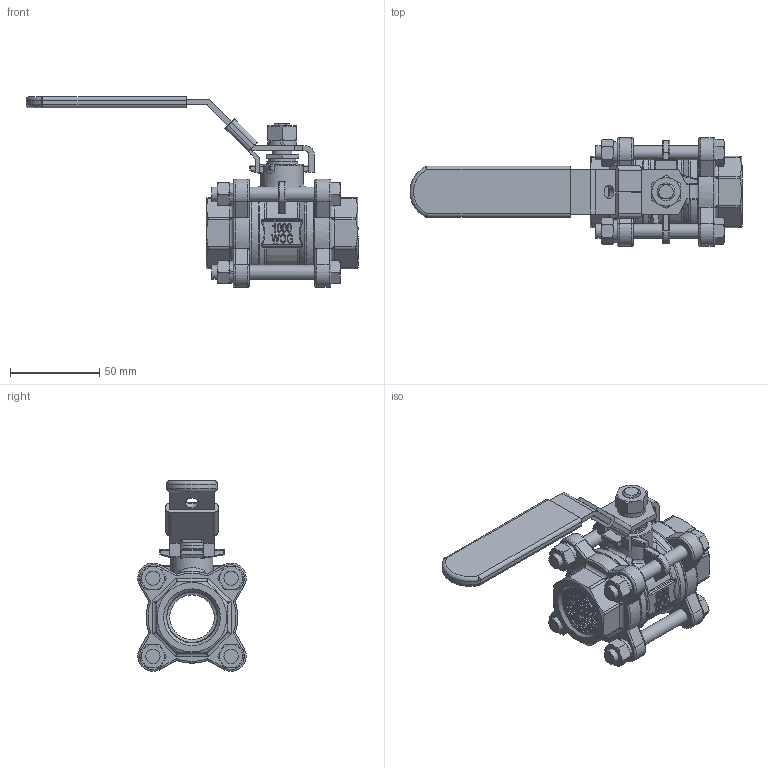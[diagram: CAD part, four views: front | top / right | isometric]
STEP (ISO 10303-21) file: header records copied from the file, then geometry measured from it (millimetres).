
FILE_DESCRIPTION(('STEP AP214'),'1');
FILE_NAME('1.stp','2020-08-04T06:17:59',(' '),(' '),'Spatial InterOp 3D',' ',' ');
FILE_SCHEMA(('AUTOMOTIVE_DESIGN { 1 0 10303 214 1 1 1 1 }'));
Length unit declared in the file: millimetre
Products named in the file (22): 3PC_____ 1; 螺栓 ： 六角头 - M8.0 x 67.0; 弹簧垫圈; 螺母 ： 标准 - M8.0 x 6.8; 阀体; 阀杆; 螺母 ： 标准 - M10.0 x 8.4; 格兰; 阀盖; 加锁手柄; 手柄套
Assembly tree (21 placements, depth 2):
  3PC_____ 1
    螺栓 ： 六角头 - M8.0 x 67.0
    弹簧垫圈
    螺母 ： 标准 - M8.0 x 6.8
    螺栓 ： 六角头 - M8.0 x 67.0
    弹簧垫圈
    螺母 ： 标准 - M8.0 x 6.8
    螺栓 ： 六角头 - M8.0 x 67.0
    弹簧垫圈
    螺母 ： 标准 - M8.0 x 6.8
    螺栓 ： 六角头 - M8.0 x 67.0
    弹簧垫圈
    螺母 ： 标准 - M8.0 x 6.8
    阀体
    阀杆
    螺母 ： 标准 - M10.0 x 8.4
    弹簧垫圈
    格兰
    阀盖
    阀盖
    加锁手柄
    手柄套
Bounding box: 186.29 x 60.84 x 107.12 mm (x, y, z)
Volume: 140539.7 mm3; surface area: 79560.5 mm2
Topology: 22 solids, 22 shells, 1301 faces, 3345 edges, 2105 vertices
Faces by surface type: plane 783, cylinder 245, cone 110, bspline 100, torus 39, sphere 24
Full cylindrical faces by diameter (mm): 7.5 x1, 8 x8, 8.1 x4, 8.3 x2, 8.5 x8, 10 x1, 10.9 x1, 11.5 x1, 12 x2, 12.3 x4, 15 x1, 15.5 x1, 15.951 x1, 16 x1, 16.1 x1, 17.46 x1, 24 x1, 25 x2, 28.295 x36, 40.5 x1, 41 x2, 44.6 x2, 51.5 x2
Entity records: 65299 total; most frequent: CARTESIAN_POINT 25818, ORIENTED_EDGE 6282, DIRECTION 5416, EDGE_CURVE 3141, LINE 2086, VECTOR 2086, VERTEX_POINT 2015, AXIS2_PLACEMENT_3D 1665
